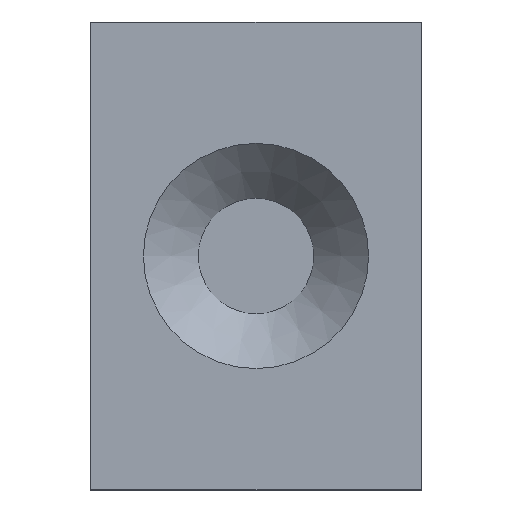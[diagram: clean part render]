
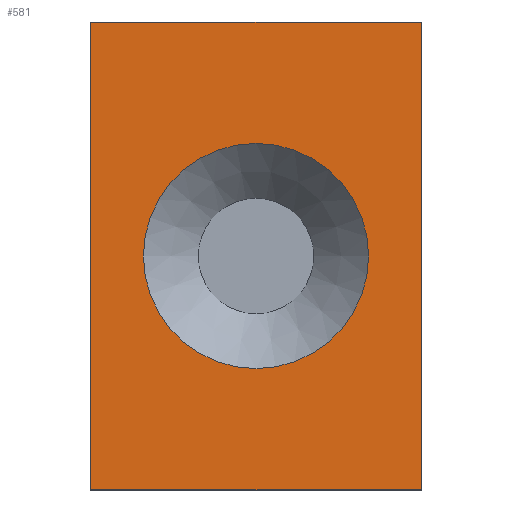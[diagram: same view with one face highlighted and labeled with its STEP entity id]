
A CAD part, top view. The second image highlights one B-rep face of the part: STEP entity #581.
In plain terms, the highlighted planar face has unit normal (0, 0, 1).
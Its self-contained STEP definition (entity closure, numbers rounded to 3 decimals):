
#185 = VERTEX_POINT('',#186);
#186 = CARTESIAN_POINT('',(0.,0.,2.5));
#192 = EDGE_CURVE('',#185,#193,#195,.T.);
#193 = VERTEX_POINT('',#194);
#194 = CARTESIAN_POINT('',(12.,0.,2.5));
#195 = LINE('',#196,#197);
#196 = CARTESIAN_POINT('',(0.,0.,2.5));
#197 = VECTOR('',#198,1.);
#198 = DIRECTION('',(1.,0.,0.));
#315 = VERTEX_POINT('',#316);
#316 = CARTESIAN_POINT('',(0.,17.,2.5));
#322 = EDGE_CURVE('',#315,#185,#323,.T.);
#323 = LINE('',#324,#325);
#324 = CARTESIAN_POINT('',(0.,17.,2.5));
#325 = VECTOR('',#326,1.);
#326 = DIRECTION('',(0.,-1.,0.));
#563 = EDGE_CURVE('',#193,#564,#566,.T.);
#564 = VERTEX_POINT('',#565);
#565 = CARTESIAN_POINT('',(12.,17.,2.5));
#566 = LINE('',#567,#568);
#567 = CARTESIAN_POINT('',(12.,0.,2.5));
#568 = VECTOR('',#569,1.);
#569 = DIRECTION('',(0.,1.,0.));
#581 = ADVANCED_FACE('',(#582,#593),#604,.T.);
#582 = FACE_BOUND('',#583,.T.);
#583 = EDGE_LOOP('',(#584));
#584 = ORIENTED_EDGE('',*,*,#585,.F.);
#585 = EDGE_CURVE('',#586,#586,#588,.T.);
#586 = VERTEX_POINT('',#587);
#587 = CARTESIAN_POINT('',(10.09,8.5,2.5));
#588 = CIRCLE('',#589,4.09);
#589 = AXIS2_PLACEMENT_3D('',#590,#591,#592);
#590 = CARTESIAN_POINT('',(6.,8.5,2.5));
#591 = DIRECTION('',(0.,0.,1.));
#592 = DIRECTION('',(1.,0.,0.));
#593 = FACE_BOUND('',#594,.T.);
#594 = EDGE_LOOP('',(#595,#596,#597,#603));
#595 = ORIENTED_EDGE('',*,*,#192,.T.);
#596 = ORIENTED_EDGE('',*,*,#563,.T.);
#597 = ORIENTED_EDGE('',*,*,#598,.T.);
#598 = EDGE_CURVE('',#564,#315,#599,.T.);
#599 = LINE('',#600,#601);
#600 = CARTESIAN_POINT('',(12.,17.,2.5));
#601 = VECTOR('',#602,1.);
#602 = DIRECTION('',(-1.,0.,0.));
#603 = ORIENTED_EDGE('',*,*,#322,.T.);
#604 = PLANE('',#605);
#605 = AXIS2_PLACEMENT_3D('',#606,#607,#608);
#606 = CARTESIAN_POINT('',(6.,8.5,2.5));
#607 = DIRECTION('',(0.,0.,1.));
#608 = DIRECTION('',(1.,0.,0.));
